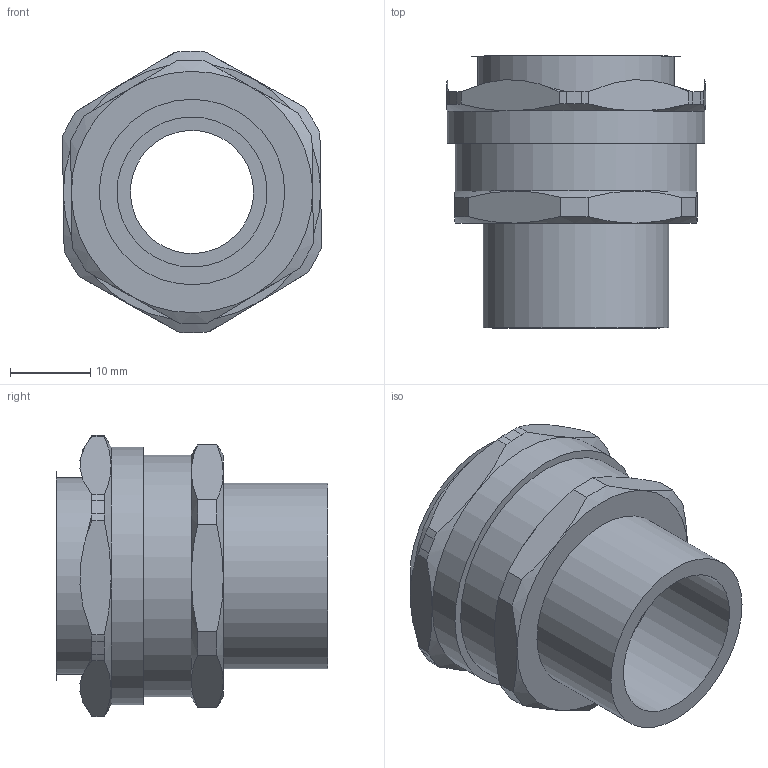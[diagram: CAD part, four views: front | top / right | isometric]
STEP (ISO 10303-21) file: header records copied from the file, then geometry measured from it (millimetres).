
FILE_DESCRIPTION(/* description */ (''),/* implementation_level */ '2;1');
FILE_NAME(/* name */ '',/* time_stamp */ '2025-10-07T10:19:19+07:00',/* author */ ('zeta-72'),/* organization */ (''),/* preprocessor_version */ 'ST-DEVELOPER v19.2',/* originating_system */ 'Autodesk Inventor 2024',/* authorisation */ '');
FILE_SCHEMA (('AUTOMOTIVE_DESIGN { 1 0 10303 214 3 1 1 }'));
Length unit declared in the file: millimetre
Products named in the file (1): Сборка МВВ-G
 1)2-МР18_Упростить_1
Bounding box: 32.2 x 33.79 x 34.97 mm (x, y, z)
Volume: 9315.6 mm3; surface area: 8334.7 mm2
Topology: 1 solids, 1 shells, 69 faces, 167 edges, 105 vertices
Faces by surface type: plane 31, cylinder 19, cone 19
Full cylindrical faces by diameter (mm): 15.3 x1, 16.9 x1, 18.64 x1, 23.04 x1, 24.5 x1, 30 x1, 32 x1
Entity records: 2069 total; most frequent: CARTESIAN_POINT 476, ORIENTED_EDGE 334, DIRECTION 296, EDGE_CURVE 167, AXIS2_PLACEMENT_3D 126, VERTEX_POINT 105, EDGE_LOOP 76, FACE_OUTER_BOUND 69
